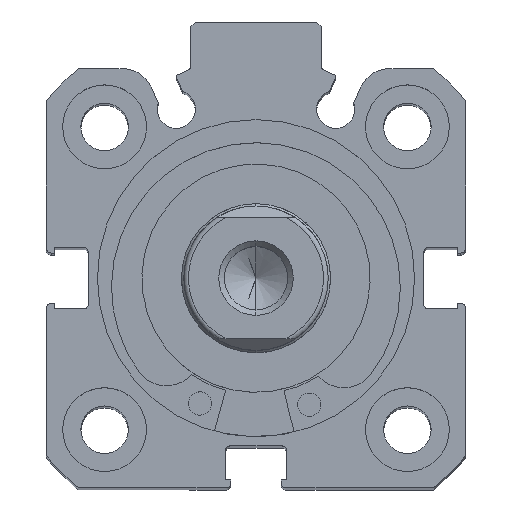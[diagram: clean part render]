
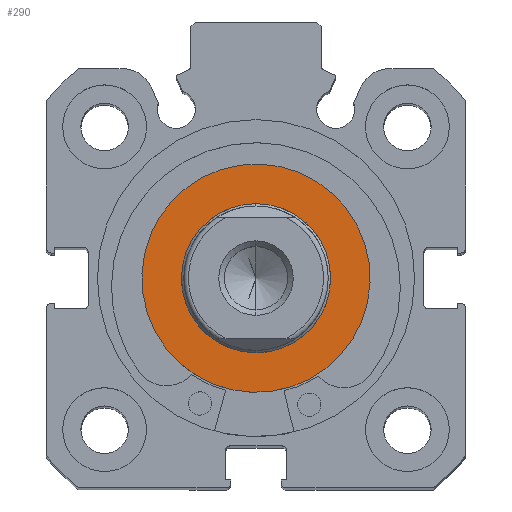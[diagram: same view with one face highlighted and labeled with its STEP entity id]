
A CAD part, top view. The second image highlights one B-rep face of the part: STEP entity #290.
In plain terms, the highlighted face is planar.
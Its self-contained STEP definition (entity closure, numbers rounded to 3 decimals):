
#290 = ADVANCED_FACE ( 'NONE', ( #2069, #2075 ), #6570, .F. ) ;
#988 = EDGE_CURVE ( 'NONE', #6046, #6615, #4351, .T. ) ;
#990 = EDGE_CURVE ( 'NONE', #6158, #6491, #4353, .T. ) ;
#995 = EDGE_CURVE ( 'NONE', #6491, #6158, #4359, .T. ) ;
#998 = EDGE_CURVE ( 'NONE', #6615, #6046, #4363, .T. ) ;
#1091 = AXIS2_PLACEMENT_3D ( 'NONE', #6557, #6552, #6555 ) ;
#1488 = AXIS2_PLACEMENT_3D ( 'NONE', #5009, #5010, #5011 ) ;
#1490 = AXIS2_PLACEMENT_3D ( 'NONE', #5015, #5016, #5017 ) ;
#1494 = AXIS2_PLACEMENT_3D ( 'NONE', #5030, #5031, #5032 ) ;
#1496 = AXIS2_PLACEMENT_3D ( 'NONE', #5004, #5039, #5040 ) ;
#1658 = EDGE_LOOP ( 'NONE', ( #6685, #6684 ) ) ;
#2069 = FACE_BOUND ( 'NONE', #1658, .T. ) ;
#2075 = FACE_OUTER_BOUND ( 'NONE', #5783, .T. ) ;
#4351 = CIRCLE ( 'NONE', #1488, 12.25 ) ;
#4353 = CIRCLE ( 'NONE', #1490, 8. ) ;
#4359 = CIRCLE ( 'NONE', #1494, 8. ) ;
#4363 = CIRCLE ( 'NONE', #1496, 12.25 ) ;
#5004 = CARTESIAN_POINT ( 'NONE',  ( 0., 0., 0. ) ) ;
#5009 = CARTESIAN_POINT ( 'NONE',  ( 0., 0., 0. ) ) ;
#5010 = DIRECTION ( 'NONE',  ( -1., 0., 0. ) ) ;
#5011 = DIRECTION ( 'NONE',  ( 0., 0., 1. ) ) ;
#5015 = CARTESIAN_POINT ( 'NONE',  ( 0., 0., 0. ) ) ;
#5016 = DIRECTION ( 'NONE',  ( -1., 0., 0. ) ) ;
#5017 = DIRECTION ( 'NONE',  ( 0., 0., 1. ) ) ;
#5030 = CARTESIAN_POINT ( 'NONE',  ( 0., 0., 0. ) ) ;
#5031 = DIRECTION ( 'NONE',  ( -1., 0., 0. ) ) ;
#5032 = DIRECTION ( 'NONE',  ( 0., 0., 1. ) ) ;
#5039 = DIRECTION ( 'NONE',  ( -1., 0., 0. ) ) ;
#5040 = DIRECTION ( 'NONE',  ( 0., 0., 1. ) ) ;
#5209 = CARTESIAN_POINT ( 'NONE',  ( 0., 0., -12.25 ) ) ;
#5252 = CARTESIAN_POINT ( 'NONE',  ( 0., 0., 8. ) ) ;
#5434 = CARTESIAN_POINT ( 'NONE',  ( 0., 0., -8. ) ) ;
#5514 = CARTESIAN_POINT ( 'NONE',  ( 0., 0., 12.25 ) ) ;
#5783 = EDGE_LOOP ( 'NONE', ( #6683, #6682 ) ) ;
#6046 = VERTEX_POINT ( 'NONE', #5209 ) ;
#6158 = VERTEX_POINT ( 'NONE', #5252 ) ;
#6491 = VERTEX_POINT ( 'NONE', #5434 ) ;
#6552 = DIRECTION ( 'NONE',  ( 1., 0., 0. ) ) ;
#6555 = DIRECTION ( 'NONE',  ( 0., 0., -1. ) ) ;
#6557 = CARTESIAN_POINT ( 'NONE',  ( 0., 12.25, 0. ) ) ;
#6570 = PLANE ( 'NONE',  #1091 ) ;
#6615 = VERTEX_POINT ( 'NONE', #5514 ) ;
#6682 = ORIENTED_EDGE ( 'NONE', *, *, #988, .T. ) ;
#6683 = ORIENTED_EDGE ( 'NONE', *, *, #998, .T. ) ;
#6684 = ORIENTED_EDGE ( 'NONE', *, *, #995, .F. ) ;
#6685 = ORIENTED_EDGE ( 'NONE', *, *, #990, .F. ) ;
